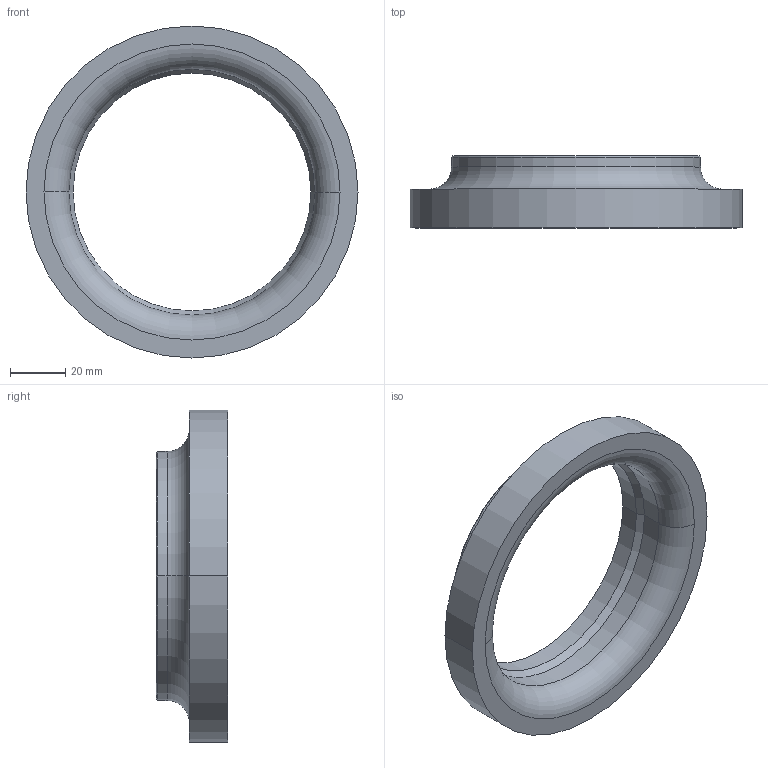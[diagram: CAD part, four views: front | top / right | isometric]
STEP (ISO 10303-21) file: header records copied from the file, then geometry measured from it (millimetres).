
FILE_DESCRIPTION(('CATIA V5 STEP','CAx-IF Rec.Pracs.--- Model Styling and Organization---1.4--- 2014-01-23'),'2;1');
FILE_NAME('CALE_20240308.stp','2024-03-08T07:21:33+00:00',('%USERNAME%'),('Liebherr Aerospace Toulouse S.A.S.'),'CATIA Version 5-6 Release 2018 SP6 HF18','CATIA V5 STEP AP214 Edition 3','none');
FILE_SCHEMA(('AUTOMOTIVE_DESIGN { 1 0 10303 214 3 1 1 1 }'));
Length unit declared in the file: millimetre
Products named in the file (1): CALE
Bounding box: 120 x 26 x 120 mm (x, y, z)
Volume: 75234.5 mm3; surface area: 24493.6 mm2
Topology: 1 solids, 1 shells, 19 faces, 38 edges, 22 vertices
Faces by surface type: cylinder 8, torus 4, cone 4, plane 3
Entity records: 458 total; most frequent: ORIENTED_EDGE 76, CARTESIAN_POINT 72, DIRECTION 60, AXIS2_PLACEMENT_3D 38, EDGE_CURVE 38, CIRCLE 26, EDGE_LOOP 22, VERTEX_POINT 22
